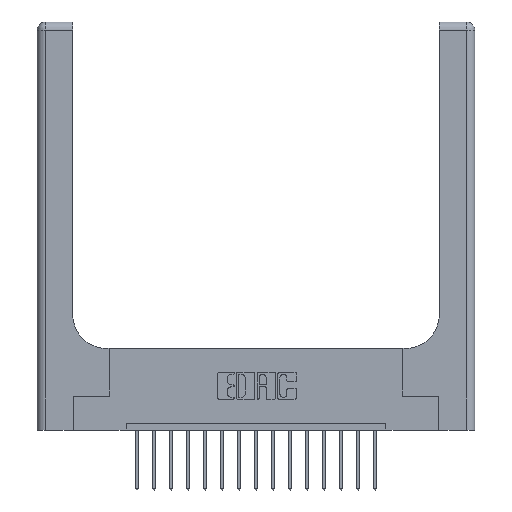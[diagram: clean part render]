
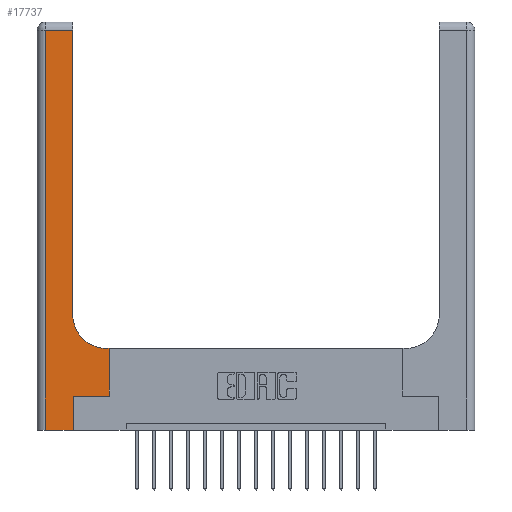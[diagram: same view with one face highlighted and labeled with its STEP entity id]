
A CAD part, top view. The second image highlights one B-rep face of the part: STEP entity #17737.
In plain terms, the highlighted planar face has unit normal (0, 0, 1).
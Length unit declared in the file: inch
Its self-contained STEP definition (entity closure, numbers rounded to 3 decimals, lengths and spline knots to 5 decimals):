
#196 = LINE ( 'NONE', #4498, #8513 ) ;
#397 = PLANE ( 'NONE',  #7621 ) ;
#400 = CARTESIAN_POINT ( 'NONE',  ( 0.265, 0.25, 0.37 ) ) ;
#442 = EDGE_CURVE ( 'NONE', #7382, #8135, #2527, .T. ) ;
#968 = DIRECTION ( 'NONE',  ( 1., 0., 0. ) ) ;
#1211 = VECTOR ( 'NONE', #13527, 39.37008 ) ;
#1349 = VERTEX_POINT ( 'NONE', #12662 ) ;
#1366 = DIRECTION ( 'NONE',  ( -1., 0., 0. ) ) ;
#1407 = CARTESIAN_POINT ( 'NONE',  ( 0., 0., 0.37 ) ) ;
#1449 = CARTESIAN_POINT ( 'NONE',  ( 0., 2.94, 0.37 ) ) ;
#1666 = DIRECTION ( 'NONE',  ( 1., 0., 0. ) ) ;
#1897 = CARTESIAN_POINT ( 'NONE',  ( 0.06, 2.94, 0.37 ) ) ;
#2035 = VERTEX_POINT ( 'NONE', #3414 ) ;
#2168 = ORIENTED_EDGE ( 'NONE', *, *, #14827, .T. ) ;
#2242 = EDGE_CURVE ( 'NONE', #8135, #12842, #14293, .T. ) ;
#2527 = LINE ( 'NONE', #15418, #15962 ) ;
#2948 = ORIENTED_EDGE ( 'NONE', *, *, #442, .T. ) ;
#3314 = DIRECTION ( 'NONE',  ( 1., 0., 0. ) ) ;
#3352 = ORIENTED_EDGE ( 'NONE', *, *, #4229, .T. ) ;
#3414 = CARTESIAN_POINT ( 'NONE',  ( 0.528, 0.25, 0.37 ) ) ;
#3601 = VECTOR ( 'NONE', #14146, 39.37008 ) ;
#3690 = ORIENTED_EDGE ( 'NONE', *, *, #14230, .T. ) ;
#4210 = LINE ( 'NONE', #6282, #1211 ) ;
#4229 = EDGE_CURVE ( 'NONE', #1349, #6697, #8412, .T. ) ;
#4429 = CARTESIAN_POINT ( 'NONE',  ( 0.528, 0.6, 0.37 ) ) ;
#4498 = CARTESIAN_POINT ( 'NONE',  ( 0.528, 0.25, 0.37 ) ) ;
#4555 = CARTESIAN_POINT ( 'NONE',  ( 0.06, 0., 0.37 ) ) ;
#4887 = EDGE_CURVE ( 'NONE', #7363, #13589, #4210, .T. ) ;
#4982 = ORIENTED_EDGE ( 'NONE', *, *, #4887, .T. ) ;
#5606 = DIRECTION ( 'NONE',  ( 0., 1., 0. ) ) ;
#5608 = ORIENTED_EDGE ( 'NONE', *, *, #14206, .T. ) ;
#5694 = LINE ( 'NONE', #14265, #6768 ) ;
#5885 = LINE ( 'NONE', #16054, #18187 ) ;
#6016 = VECTOR ( 'NONE', #1366, 39.37008 ) ;
#6282 = CARTESIAN_POINT ( 'NONE',  ( 0.26, 0.6, 0.37 ) ) ;
#6697 = VERTEX_POINT ( 'NONE', #10842 ) ;
#6768 = VECTOR ( 'NONE', #5606, 39.37008 ) ;
#6847 = EDGE_CURVE ( 'NONE', #6697, #7382, #8502, .T. ) ;
#6885 = CARTESIAN_POINT ( 'NONE',  ( 0.51, 0.6, 0.37 ) ) ;
#7363 = VERTEX_POINT ( 'NONE', #4429 ) ;
#7373 = ORIENTED_EDGE ( 'NONE', *, *, #18071, .T. ) ;
#7382 = VERTEX_POINT ( 'NONE', #1897 ) ;
#7621 = AXIS2_PLACEMENT_3D ( 'NONE', #11860, #17606, #11573 ) ;
#8135 = VERTEX_POINT ( 'NONE', #4555 ) ;
#8225 = ORIENTED_EDGE ( 'NONE', *, *, #6847, .T. ) ;
#8412 = LINE ( 'NONE', #16880, #3601 ) ;
#8502 = LINE ( 'NONE', #1449, #6016 ) ;
#8513 = VECTOR ( 'NONE', #8546, 39.37008 ) ;
#8546 = DIRECTION ( 'NONE',  ( 0., 1., 0. ) ) ;
#9825 = VECTOR ( 'NONE', #968, 39.37008 ) ;
#10064 = AXIS2_PLACEMENT_3D ( 'NONE', #16214, #16031, #3314 ) ;
#10842 = CARTESIAN_POINT ( 'NONE',  ( 0.26, 2.94, 0.37 ) ) ;
#11573 = DIRECTION ( 'NONE',  ( -1., 0., 0. ) ) ;
#11860 = CARTESIAN_POINT ( 'NONE',  ( 0., 3., 0.37 ) ) ;
#12418 = DIRECTION ( 'NONE',  ( 0., -1., 0. ) ) ;
#12662 = CARTESIAN_POINT ( 'NONE',  ( 0.26, 0.85, 0.37 ) ) ;
#12842 = VERTEX_POINT ( 'NONE', #15504 ) ;
#13270 = FACE_OUTER_BOUND ( 'NONE', #17207, .T. ) ;
#13527 = DIRECTION ( 'NONE',  ( -1., 0., 0. ) ) ;
#13589 = VERTEX_POINT ( 'NONE', #6885 ) ;
#14146 = DIRECTION ( 'NONE',  ( 0., 1., 0. ) ) ;
#14206 = EDGE_CURVE ( 'NONE', #15036, #2035, #5885, .T. ) ;
#14230 = EDGE_CURVE ( 'NONE', #12842, #15036, #5694, .T. ) ;
#14265 = CARTESIAN_POINT ( 'NONE',  ( 0.265, 0., 0.37 ) ) ;
#14293 = LINE ( 'NONE', #1407, #9825 ) ;
#14827 = EDGE_CURVE ( 'NONE', #13589, #1349, #14900, .T. ) ;
#14900 = CIRCLE ( 'NONE', #10064, 0.25 ) ;
#15036 = VERTEX_POINT ( 'NONE', #400 ) ;
#15418 = CARTESIAN_POINT ( 'NONE',  ( 0.06, 3., 0.37 ) ) ;
#15494 = ORIENTED_EDGE ( 'NONE', *, *, #2242, .T. ) ;
#15504 = CARTESIAN_POINT ( 'NONE',  ( 0.265, 0., 0.37 ) ) ;
#15962 = VECTOR ( 'NONE', #12418, 39.37008 ) ;
#16031 = DIRECTION ( 'NONE',  ( 0., 0., -1. ) ) ;
#16054 = CARTESIAN_POINT ( 'NONE',  ( 0.265, 0.25, 0.37 ) ) ;
#16214 = CARTESIAN_POINT ( 'NONE',  ( 0.51, 0.85, 0.37 ) ) ;
#16880 = CARTESIAN_POINT ( 'NONE',  ( 0.26, 3., 0.37 ) ) ;
#17207 = EDGE_LOOP ( 'NONE', ( #3352, #8225, #2948, #15494, #3690, #5608, #7373, #4982, #2168 ) ) ;
#17606 = DIRECTION ( 'NONE',  ( 0., 0., -1. ) ) ;
#17737 = ADVANCED_FACE ( 'NONE', ( #13270 ), #397, .F. ) ;
#18071 = EDGE_CURVE ( 'NONE', #2035, #7363, #196, .T. ) ;
#18187 = VECTOR ( 'NONE', #1666, 39.37008 ) ;
